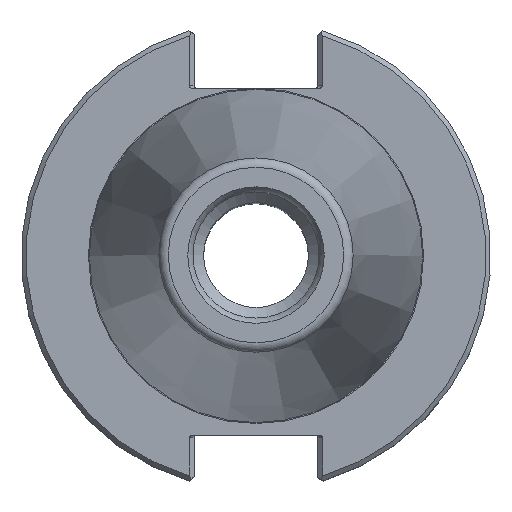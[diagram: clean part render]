
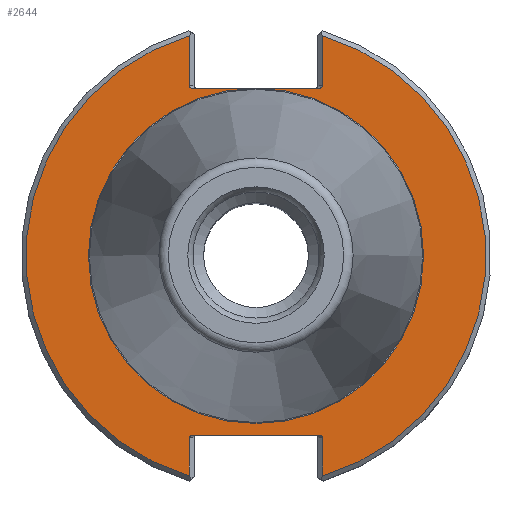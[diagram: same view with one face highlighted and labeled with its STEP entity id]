
A CAD part, top view. The second image highlights one B-rep face of the part: STEP entity #2644.
In plain terms, the highlighted planar face has unit normal (0, 0, 1).
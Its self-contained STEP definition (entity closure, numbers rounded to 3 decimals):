
#35=ELLIPSE('',#2790,0.707,0.5);
#36=ELLIPSE('',#2794,0.707,0.5);
#37=ELLIPSE('',#2795,0.707,0.5);
#38=ELLIPSE('',#2797,0.707,0.5);
#47=LINE('',#3592,#128);
#61=LINE('',#3642,#142);
#62=LINE('',#3646,#143);
#63=LINE('',#3650,#144);
#64=LINE('',#3654,#145);
#65=LINE('',#3657,#146);
#128=VECTOR('',#3037,1000.);
#142=VECTOR('',#3081,1000.);
#143=VECTOR('',#3084,1000.);
#144=VECTOR('',#3087,1000.);
#145=VECTOR('',#3090,1000.);
#146=VECTOR('',#3093,1000.);
#320=PLANE('',#2791);
#403=ORIENTED_EDGE('',*,*,#894,.F.);
#404=ORIENTED_EDGE('',*,*,#895,.T.);
#405=ORIENTED_EDGE('',*,*,#896,.T.);
#406=ORIENTED_EDGE('',*,*,#897,.F.);
#407=ORIENTED_EDGE('',*,*,#898,.F.);
#408=ORIENTED_EDGE('',*,*,#899,.F.);
#409=ORIENTED_EDGE('',*,*,#900,.T.);
#410=ORIENTED_EDGE('',*,*,#901,.T.);
#411=ORIENTED_EDGE('',*,*,#902,.T.);
#412=ORIENTED_EDGE('',*,*,#903,.F.);
#413=ORIENTED_EDGE('',*,*,#871,.F.);
#414=ORIENTED_EDGE('',*,*,#893,.F.);
#415=ORIENTED_EDGE('',*,*,#904,.T.);
#871=EDGE_CURVE('',#1122,#1123,#47,.T.);
#893=EDGE_CURVE('',#1140,#1122,#35,.T.);
#894=EDGE_CURVE('',#1141,#1141,#1304,.T.);
#895=EDGE_CURVE('',#1142,#1143,#1305,.T.);
#896=EDGE_CURVE('',#1143,#1144,#61,.T.);
#897=EDGE_CURVE('',#1145,#1144,#36,.T.);
#898=EDGE_CURVE('',#1146,#1145,#62,.T.);
#899=EDGE_CURVE('',#1147,#1146,#37,.T.);
#900=EDGE_CURVE('',#1147,#1148,#63,.T.);
#901=EDGE_CURVE('',#1148,#1149,#1306,.T.);
#902=EDGE_CURVE('',#1149,#1150,#64,.T.);
#903=EDGE_CURVE('',#1123,#1150,#38,.T.);
#904=EDGE_CURVE('',#1140,#1142,#65,.T.);
#1122=VERTEX_POINT('',#3591);
#1123=VERTEX_POINT('',#3593);
#1140=VERTEX_POINT('',#3634);
#1141=VERTEX_POINT('',#3638);
#1142=VERTEX_POINT('',#3640);
#1143=VERTEX_POINT('',#3641);
#1144=VERTEX_POINT('',#3643);
#1145=VERTEX_POINT('',#3645);
#1146=VERTEX_POINT('',#3647);
#1147=VERTEX_POINT('',#3649);
#1148=VERTEX_POINT('',#3651);
#1149=VERTEX_POINT('',#3653);
#1150=VERTEX_POINT('',#3655);
#1304=CIRCLE('',#2792,35.118);
#1305=CIRCLE('',#2793,48.21);
#1306=CIRCLE('',#2796,48.21);
#1415=EDGE_LOOP('',(#403));
#1416=EDGE_LOOP('',(#404,#405,#406,#407,#408,#409,#410,#411,#412,#413,#414,
#415));
#1592=FACE_BOUND('',#1415,.T.);
#1593=FACE_BOUND('',#1416,.T.);
#2644=ADVANCED_FACE('',(#1592,#1593),#320,.T.);
#2790=AXIS2_PLACEMENT_3D('',#3635,#3073,#3074);
#2791=AXIS2_PLACEMENT_3D('',#3636,#3075,#3076);
#2792=AXIS2_PLACEMENT_3D('',#3637,#3077,#3078);
#2793=AXIS2_PLACEMENT_3D('',#3639,#3079,#3080);
#2794=AXIS2_PLACEMENT_3D('',#3644,#3082,#3083);
#2795=AXIS2_PLACEMENT_3D('',#3648,#3085,#3086);
#2796=AXIS2_PLACEMENT_3D('',#3652,#3088,#3089);
#2797=AXIS2_PLACEMENT_3D('',#3656,#3091,#3092);
#3037=DIRECTION('',(1.,0.,0.));
#3073=DIRECTION('',(0.,0.,1.));
#3074=DIRECTION('',(-1.,0.,0.));
#3075=DIRECTION('',(0.,0.,1.));
#3076=DIRECTION('',(1.,0.,0.));
#3077=DIRECTION('',(0.,0.,1.));
#3078=DIRECTION('',(1.,0.,0.));
#3079=DIRECTION('',(0.,0.,1.));
#3080=DIRECTION('',(1.,0.,0.));
#3081=DIRECTION('',(0.,1.,0.));
#3082=DIRECTION('',(0.,0.,1.));
#3083=DIRECTION('',(1.,0.,0.));
#3084=DIRECTION('',(-1.,0.,0.));
#3085=DIRECTION('',(0.,0.,1.));
#3086=DIRECTION('',(1.,0.,0.));
#3087=DIRECTION('',(0.,-1.,0.));
#3088=DIRECTION('',(0.,0.,1.));
#3089=DIRECTION('',(1.,0.,0.));
#3090=DIRECTION('',(0.,-1.,0.));
#3091=DIRECTION('',(0.,0.,1.));
#3092=DIRECTION('',(-1.,0.,0.));
#3093=DIRECTION('',(0.,1.,0.));
#3591=CARTESIAN_POINT('',(-13.248,35.16,-3.17));
#3592=CARTESIAN_POINT('',(-12.955,35.16,-3.17));
#3593=CARTESIAN_POINT('',(13.248,35.16,-3.17));
#3634=CARTESIAN_POINT('',(-13.955,35.66,-3.17));
#3635=CARTESIAN_POINT('',(-13.248,35.66,-3.17));
#3636=CARTESIAN_POINT('',(35.118,0.,-3.17));
#3637=CARTESIAN_POINT('',(0.,0.,-3.17));
#3638=CARTESIAN_POINT('',(35.118,0.,-3.17));
#3639=CARTESIAN_POINT('',(0.,0.,-3.17));
#3640=CARTESIAN_POINT('',(-13.955,46.146,-3.17));
#3641=CARTESIAN_POINT('',(-13.955,-46.146,-3.17));
#3642=CARTESIAN_POINT('',(-13.955,-37.57,-3.17));
#3643=CARTESIAN_POINT('',(-13.955,-38.07,-3.17));
#3644=CARTESIAN_POINT('',(-13.248,-38.07,-3.17));
#3645=CARTESIAN_POINT('',(-13.248,-37.57,-3.17));
#3646=CARTESIAN_POINT('',(12.955,-37.57,-3.17));
#3647=CARTESIAN_POINT('',(13.248,-37.57,-3.17));
#3648=CARTESIAN_POINT('',(13.248,-38.07,-3.17));
#3649=CARTESIAN_POINT('',(13.955,-38.07,-3.17));
#3650=CARTESIAN_POINT('',(13.955,-47.619,-3.17));
#3651=CARTESIAN_POINT('',(13.955,-46.146,-3.17));
#3652=CARTESIAN_POINT('',(0.,0.,-3.17));
#3653=CARTESIAN_POINT('',(13.955,46.146,-3.17));
#3654=CARTESIAN_POINT('',(13.955,35.16,-3.17));
#3655=CARTESIAN_POINT('',(13.955,35.66,-3.17));
#3656=CARTESIAN_POINT('',(13.248,35.66,-3.17));
#3657=CARTESIAN_POINT('',(-13.955,47.619,-3.17));
